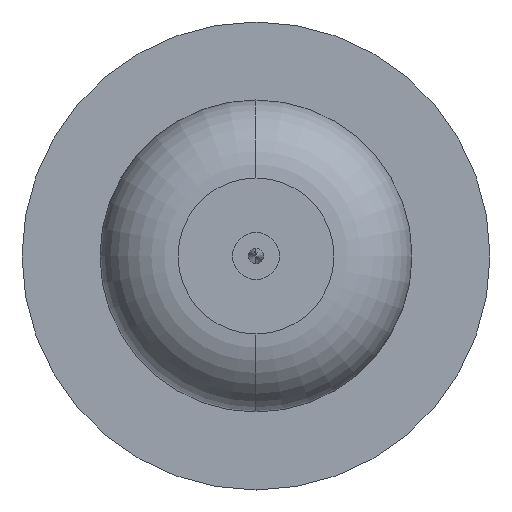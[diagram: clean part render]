
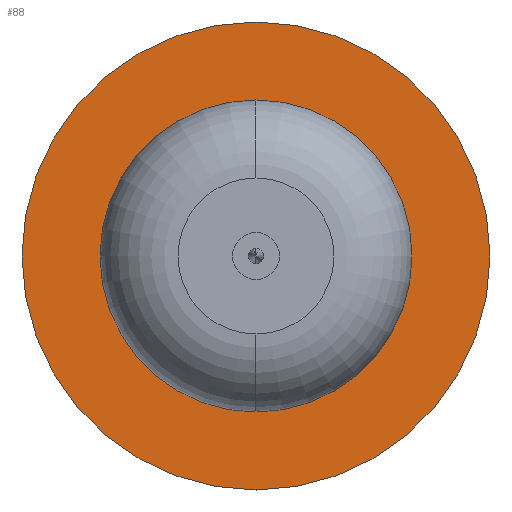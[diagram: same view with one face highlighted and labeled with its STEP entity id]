
A CAD part, left-side view. The second image highlights one B-rep face of the part: STEP entity #88.
In plain terms, the highlighted planar face has unit normal (-1, 0, 0).
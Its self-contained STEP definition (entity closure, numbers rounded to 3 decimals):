
#20 = VERTEX_POINT ( 'NONE', #293 ) ;
#30 = AXIS2_PLACEMENT_3D ( 'NONE', #109, #450, #102 ) ;
#31 = PLANE ( 'NONE',  #429 ) ;
#88 = ADVANCED_FACE ( 'NONE', ( #222, #213 ), #31, .F. ) ;
#102 = DIRECTION ( 'NONE',  ( 0., 0., -1. ) ) ;
#107 = EDGE_CURVE ( 'NONE', #518, #355, #165, .T. ) ;
#109 = CARTESIAN_POINT ( 'NONE',  ( 50., 0., 0. ) ) ;
#138 = CIRCLE ( 'NONE', #598, 10. ) ;
#149 = DIRECTION ( 'NONE',  ( 1., 0., 0. ) ) ;
#165 = CIRCLE ( 'NONE', #319, 10. ) ;
#193 = DIRECTION ( 'NONE',  ( 0., 0., -1. ) ) ;
#197 = CIRCLE ( 'NONE', #343, 15. ) ;
#204 = EDGE_LOOP ( 'NONE', ( #289, #389 ) ) ;
#213 = FACE_BOUND ( 'NONE', #474, .T. ) ;
#222 = FACE_OUTER_BOUND ( 'NONE', #204, .T. ) ;
#226 = EDGE_CURVE ( 'NONE', #582, #20, #197, .T. ) ;
#228 = DIRECTION ( 'NONE',  ( -1., 0., 0. ) ) ;
#245 = DIRECTION ( 'NONE',  ( 0., 0., -1. ) ) ;
#286 = CARTESIAN_POINT ( 'NONE',  ( 50., 0., 0. ) ) ;
#289 = ORIENTED_EDGE ( 'NONE', *, *, #312, .F. ) ;
#293 = CARTESIAN_POINT ( 'NONE',  ( 50., 0., -15. ) ) ;
#301 = CARTESIAN_POINT ( 'NONE',  ( 50., 0., 0. ) ) ;
#312 = EDGE_CURVE ( 'NONE', #20, #582, #360, .T. ) ;
#319 = AXIS2_PLACEMENT_3D ( 'NONE', #431, #592, #245 ) ;
#343 = AXIS2_PLACEMENT_3D ( 'NONE', #301, #149, #364 ) ;
#355 = VERTEX_POINT ( 'NONE', #656 ) ;
#360 = CIRCLE ( 'NONE', #30, 15. ) ;
#364 = DIRECTION ( 'NONE',  ( 0., 0., -1. ) ) ;
#369 = ORIENTED_EDGE ( 'NONE', *, *, #519, .F. ) ;
#384 = CARTESIAN_POINT ( 'NONE',  ( 50., 0., 15. ) ) ;
#389 = ORIENTED_EDGE ( 'NONE', *, *, #226, .F. ) ;
#408 = CARTESIAN_POINT ( 'NONE',  ( 50., 0., 0. ) ) ;
#429 = AXIS2_PLACEMENT_3D ( 'NONE', #286, #530, #193 ) ;
#431 = CARTESIAN_POINT ( 'NONE',  ( 50., 0., 0. ) ) ;
#450 = DIRECTION ( 'NONE',  ( 1., 0., 0. ) ) ;
#474 = EDGE_LOOP ( 'NONE', ( #610, #369 ) ) ;
#514 = DIRECTION ( 'NONE',  ( 0., 0., -1. ) ) ;
#518 = VERTEX_POINT ( 'NONE', #574 ) ;
#519 = EDGE_CURVE ( 'NONE', #355, #518, #138, .T. ) ;
#530 = DIRECTION ( 'NONE',  ( 1., 0., 0. ) ) ;
#574 = CARTESIAN_POINT ( 'NONE',  ( 50., 0., -10. ) ) ;
#582 = VERTEX_POINT ( 'NONE', #384 ) ;
#592 = DIRECTION ( 'NONE',  ( -1., 0., 0. ) ) ;
#598 = AXIS2_PLACEMENT_3D ( 'NONE', #408, #228, #514 ) ;
#610 = ORIENTED_EDGE ( 'NONE', *, *, #107, .F. ) ;
#656 = CARTESIAN_POINT ( 'NONE',  ( 50., 0., 10. ) ) ;
